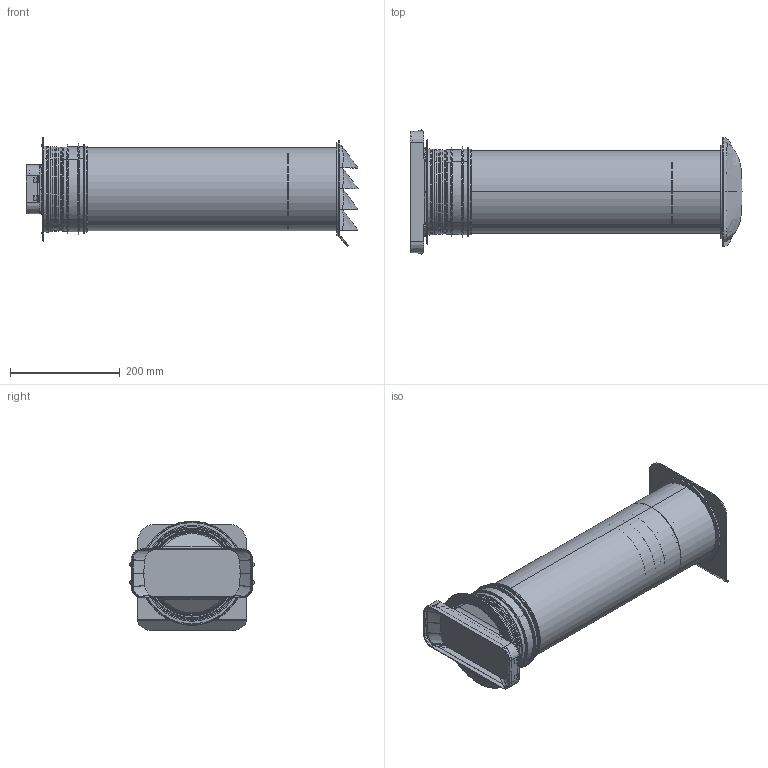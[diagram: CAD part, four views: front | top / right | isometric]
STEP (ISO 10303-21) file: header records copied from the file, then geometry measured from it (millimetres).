
FILE_DESCRIPTION(('STEP AP214'),'1');
FILE_NAME('4051067_V P-E-Jal Col 150 Mauerkasten inkl. Thermobox.STP','2023-08-04T11:01:15',(' '),(' '),'Spatial InterOp 3D',' ',' ');
FILE_SCHEMA(('AUTOMOTIVE_DESIGN { 1 0 10303 214 1 1 1 1 }'));
Length unit declared in the file: millimetre
Products named in the file (11): ASSEM1; 4051067_V P-E-Jal Col 150 Mauerkasten inkl. Thermobox
Assembly tree (10 placements, depth 3):
  4051067_V P-E-Jal Col 150 Mauerkasten inkl. Thermobox
    (unnamed)
      ASSEM1
    (unnamed)
      ASSEM1
    (unnamed)
      ASSEM1
    (unnamed)
      ASSEM1
    (unnamed)
      ASSEM1
Bounding box: 606.06 x 227 x 199.93 mm (x, y, z)
Volume: 2311015.8 mm3; surface area: 1041971.9 mm2
Topology: 5 solids, 5 shells, 3247 faces, 8833 edges, 5584 vertices
Faces by surface type: bspline 956, plane 779, cylinder 630, torus 322, revolution 310, cone 194, extrusion 40, sphere 16
Entity records: 196001 total; most frequent: CARTESIAN_POINT 125733, ORIENTED_EDGE 17566, DIRECTION 9769, EDGE_CURVE 8783, VERTEX_POINT 5584, B_SPLINE_CURVE_WITH_KNOTS 5454, AXIS2_PLACEMENT_3D 3791, EDGE_LOOP 3371
